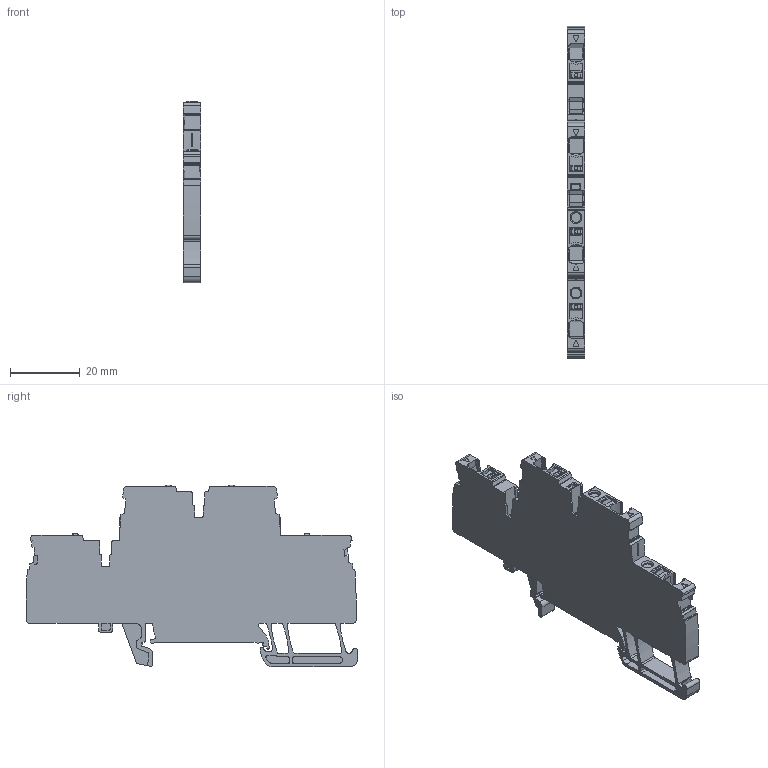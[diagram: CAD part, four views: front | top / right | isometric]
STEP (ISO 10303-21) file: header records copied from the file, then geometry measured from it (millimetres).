
FILE_DESCRIPTION(('CATIA V5 STEP Exchange','CAx-IF Rec.Pracs.--- Model Styling and Organization---1.5--- 2016-08-15','CAx-IF Rec.Pracs.---Supplemental Geometry---1.0---2011-11-01','CAx-IF Rec.Pracs.--- Composite Materials ---1.1---2010-07-15'),'2;1');
FILE_NAME ('1482426-3_1', '2025-07-24T08:51:57+00:00', ('none'), ('Weidmueller'), 'CATIA Version 5-6 Release 2024 SP4', 'CATIA V5 STEP AP214 v3', 'none');
FILE_SCHEMA(('AUTOMOTIVE_DESIGN { 1 0 10303 214 1 1 1 1 }'));
Length unit declared in the file: millimetre
Products named in the file (1): 2902420000
Bounding box: 5.1 x 94.97 x 52 mm (x, y, z)
Volume: 15474.4 mm3; surface area: 9693.8 mm2
Topology: 1 solids, 2 shells, 766 faces, 2143 edges, 1403 vertices
Faces by surface type: cylinder 362, plane 332, bspline 40, cone 22, extrusion 4, torus 3, sphere 3
Entity records: 26205 total; most frequent: CARTESIAN_POINT 7373, ORIENTED_EDGE 4280, DIRECTION 3139, EDGE_CURVE 2140, VERTEX_POINT 1403, VECTOR 1293, LINE 1289, AXIS2_PLACEMENT_3D 1223
